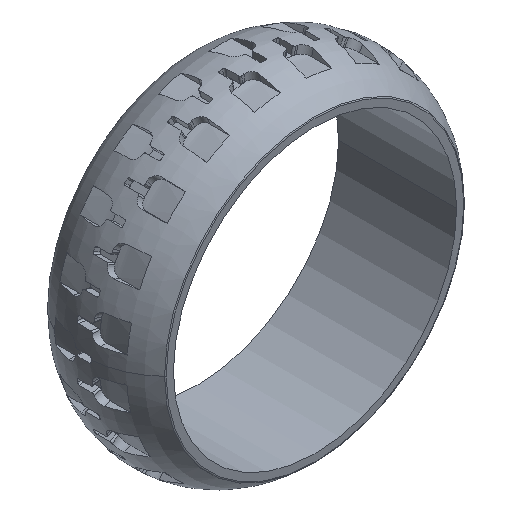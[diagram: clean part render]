
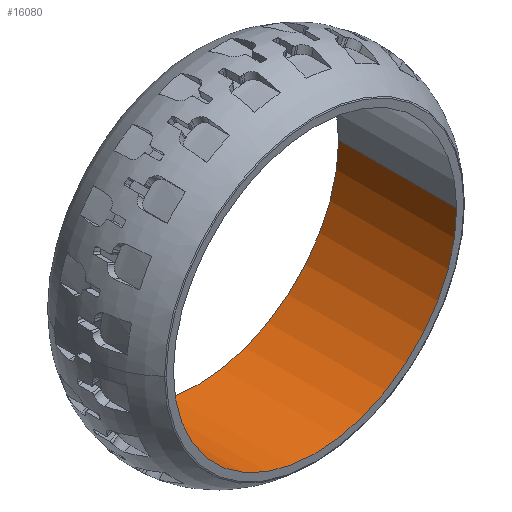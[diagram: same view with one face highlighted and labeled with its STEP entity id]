
A CAD part, isometric view. The second image highlights one B-rep face of the part: STEP entity #16080.
In plain terms, the highlighted cylindrical face has radius 18 mm (diameter 36 mm), a partial arc.
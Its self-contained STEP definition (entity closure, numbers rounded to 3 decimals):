
#6=CARTESIAN_POINT('',(0.,7.5,0.));
#7=DIRECTION('',(0.,1.,0.));
#8=DIRECTION('',(1.,0.,0.));
#9=AXIS2_PLACEMENT_3D('',#6,#7,#8);
#15=DIRECTION('',(0.,-1.,0.));
#16=VECTOR('',#15,15.);
#17=CARTESIAN_POINT('',(18.,7.5,0.));
#18=LINE('',#17,#16);
#30=DIRECTION('',(0.,-1.,0.));
#31=VECTOR('',#30,15.);
#32=CARTESIAN_POINT('',(-18.,7.5,0.));
#33=LINE('',#32,#31);
#8787=CARTESIAN_POINT('',(0.,-7.5,0.));
#8788=DIRECTION('',(0.,1.,0.));
#8789=DIRECTION('',(1.,0.,0.));
#8790=AXIS2_PLACEMENT_3D('',#8787,#8788,#8789);
#14393=CARTESIAN_POINT('',(18.,7.5,0.));
#14394=CARTESIAN_POINT('',(18.,-7.5,0.));
#14395=VERTEX_POINT('',#14393);
#14396=VERTEX_POINT('',#14394);
#14397=CARTESIAN_POINT('',(-18.,7.5,0.));
#14398=CARTESIAN_POINT('',(-18.,-7.5,0.));
#14399=VERTEX_POINT('',#14397);
#14400=VERTEX_POINT('',#14398);
#16065=CARTESIAN_POINT('',(0.,-8.25,0.));
#16066=DIRECTION('',(0.,1.,0.));
#16067=DIRECTION('',(1.,0.,0.));
#16068=AXIS2_PLACEMENT_3D('',#16065,#16066,#16067);
#16069=CYLINDRICAL_SURFACE('',#16068,18.);
#16071=ORIENTED_EDGE('',*,*,#16070,.T.);
#16073=ORIENTED_EDGE('',*,*,#16072,.T.);
#16075=ORIENTED_EDGE('',*,*,#16074,.F.);
#16077=ORIENTED_EDGE('',*,*,#16076,.F.);
#16078=EDGE_LOOP('',(#16071,#16073,#16075,#16077));
#16079=FACE_OUTER_BOUND('',#16078,.F.);
#16080=ADVANCED_FACE('',(#16079),#16069,.F.);
#10=CIRCLE('',#9,18.);
#8791=CIRCLE('',#8790,18.);
#16070=EDGE_CURVE('',#14395,#14396,#18,.T.);
#16072=EDGE_CURVE('',#14396,#14400,#8791,.T.);
#16074=EDGE_CURVE('',#14399,#14400,#33,.T.);
#16076=EDGE_CURVE('',#14395,#14399,#10,.T.);
